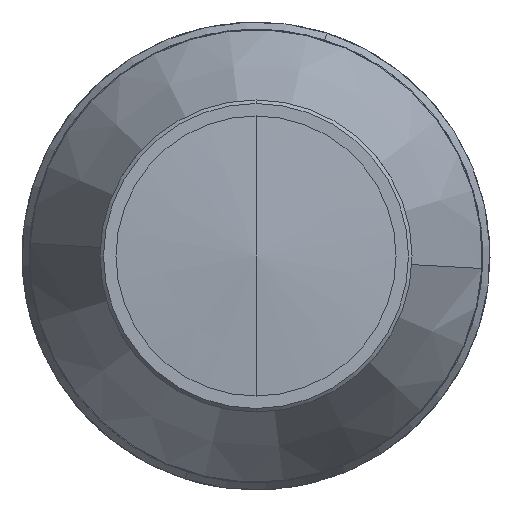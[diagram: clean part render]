
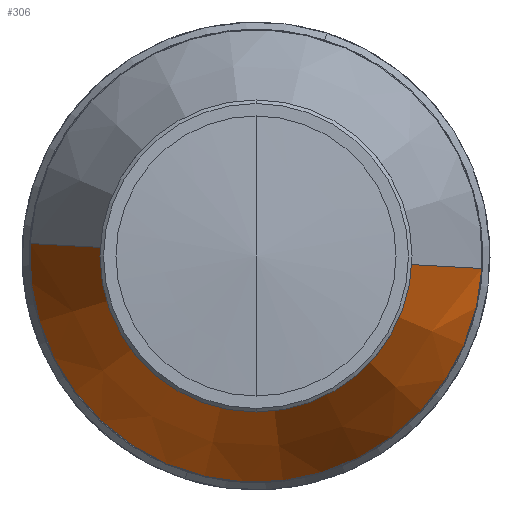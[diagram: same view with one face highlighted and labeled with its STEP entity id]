
A CAD part, left-side view. The second image highlights one B-rep face of the part: STEP entity #306.
In plain terms, the highlighted conical face has half-angle 25 degrees and reference radius 17.094 mm.
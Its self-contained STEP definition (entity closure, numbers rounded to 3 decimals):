
#34 = AXIS2_PLACEMENT_3D ( 'NONE', #771, #2582, #2341 ) ;
#306 = ADVANCED_FACE ( 'NONE', ( #2723 ), #2807, .T. ) ;
#314 = VERTEX_POINT ( 'NONE', #1275 ) ;
#316 = DIRECTION ( 'NONE',  ( 0., 0.055, -0.998 ) ) ;
#319 = CARTESIAN_POINT ( 'NONE',  ( 127.755, -17.068, -0.944 ) ) ;
#332 = CARTESIAN_POINT ( 'NONE',  ( 159.521, 0., 0. ) ) ;
#385 = CARTESIAN_POINT ( 'NONE',  ( 127.755, 0., 0. ) ) ;
#396 = CARTESIAN_POINT ( 'NONE',  ( 127.755, 0., 0. ) ) ;
#426 = DIRECTION ( 'NONE',  ( -1., 0., 0. ) ) ;
#518 = EDGE_CURVE ( 'NONE', #2370, #2546, #2893, .T. ) ;
#532 = VECTOR ( 'NONE', #2191, 1000. ) ;
#564 = CARTESIAN_POINT ( 'NONE',  ( 127.755, 17.068, 0.944 ) ) ;
#636 = VERTEX_POINT ( 'NONE', #3282 ) ;
#771 = CARTESIAN_POINT ( 'NONE',  ( 127.755, 0., 0. ) ) ;
#842 = VERTEX_POINT ( 'NONE', #2113 ) ;
#871 = DIRECTION ( 'NONE',  ( 0., 0.055, -0.998 ) ) ;
#1078 = ORIENTED_EDGE ( 'NONE', *, *, #3093, .F. ) ;
#1172 = DIRECTION ( 'NONE',  ( 0., 0.055, -0.998 ) ) ;
#1226 = DIRECTION ( 'NONE',  ( -1., 0., 0. ) ) ;
#1275 = CARTESIAN_POINT ( 'NONE',  ( 159.521, -31.858, -1.762 ) ) ;
#1285 = CIRCLE ( 'NONE', #1966, 31.906 ) ;
#1307 = ORIENTED_EDGE ( 'NONE', *, *, #1333, .F. ) ;
#1320 = CIRCLE ( 'NONE', #1514, 31.906 ) ;
#1333 = EDGE_CURVE ( 'NONE', #636, #314, #1446, .T. ) ;
#1374 = DIRECTION ( 'NONE',  ( 1., 0., 0. ) ) ;
#1446 = LINE ( 'NONE', #319, #532 ) ;
#1514 = AXIS2_PLACEMENT_3D ( 'NONE', #332, #1955, #316 ) ;
#1674 = EDGE_CURVE ( 'NONE', #314, #842, #1285, .T. ) ;
#1708 = DIRECTION ( 'NONE',  ( 0., 0.055, -0.998 ) ) ;
#1777 = EDGE_CURVE ( 'NONE', #2370, #1801, #2486, .T. ) ;
#1801 = VERTEX_POINT ( 'NONE', #1978 ) ;
#1860 = AXIS2_PLACEMENT_3D ( 'NONE', #396, #1226, #1708 ) ;
#1942 = CARTESIAN_POINT ( 'NONE',  ( 159.521, 31.858, 1.762 ) ) ;
#1955 = DIRECTION ( 'NONE',  ( 1., 0., 0. ) ) ;
#1966 = AXIS2_PLACEMENT_3D ( 'NONE', #2718, #1374, #871 ) ;
#1978 = CARTESIAN_POINT ( 'NONE',  ( 127.755, 0.944, -17.068 ) ) ;
#2113 = CARTESIAN_POINT ( 'NONE',  ( 159.521, 1.762, -31.858 ) ) ;
#2124 = CIRCLE ( 'NONE', #1860, 17.094 ) ;
#2152 = ORIENTED_EDGE ( 'NONE', *, *, #518, .T. ) ;
#2176 = CARTESIAN_POINT ( 'NONE',  ( 127.755, 17.068, 0.944 ) ) ;
#2191 = DIRECTION ( 'NONE',  ( 0.906, -0.422, -0.023 ) ) ;
#2224 = ORIENTED_EDGE ( 'NONE', *, *, #1777, .F. ) ;
#2341 = DIRECTION ( 'NONE',  ( 0., -0.998, -0.055 ) ) ;
#2370 = VERTEX_POINT ( 'NONE', #2176 ) ;
#2422 = ORIENTED_EDGE ( 'NONE', *, *, #2989, .F. ) ;
#2486 = CIRCLE ( 'NONE', #2645, 17.094 ) ;
#2508 = EDGE_LOOP ( 'NONE', ( #2224, #2152, #2422, #3150, #1307, #1078 ) ) ;
#2546 = VERTEX_POINT ( 'NONE', #1942 ) ;
#2582 = DIRECTION ( 'NONE',  ( 1., 0., 0. ) ) ;
#2603 = VECTOR ( 'NONE', #2994, 1000. ) ;
#2645 = AXIS2_PLACEMENT_3D ( 'NONE', #385, #426, #1172 ) ;
#2718 = CARTESIAN_POINT ( 'NONE',  ( 159.521, 0., 0. ) ) ;
#2723 = FACE_OUTER_BOUND ( 'NONE', #2508, .T. ) ;
#2807 = CONICAL_SURFACE ( 'NONE', #34, 17.094, 0.436 ) ;
#2893 = LINE ( 'NONE', #564, #2603 ) ;
#2989 = EDGE_CURVE ( 'NONE', #842, #2546, #1320, .T. ) ;
#2994 = DIRECTION ( 'NONE',  ( 0.906, 0.422, 0.023 ) ) ;
#3093 = EDGE_CURVE ( 'NONE', #1801, #636, #2124, .T. ) ;
#3150 = ORIENTED_EDGE ( 'NONE', *, *, #1674, .F. ) ;
#3282 = CARTESIAN_POINT ( 'NONE',  ( 127.755, -17.068, -0.944 ) ) ;
